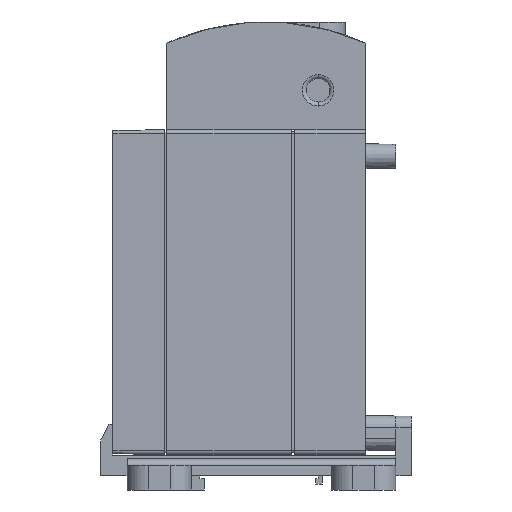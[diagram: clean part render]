
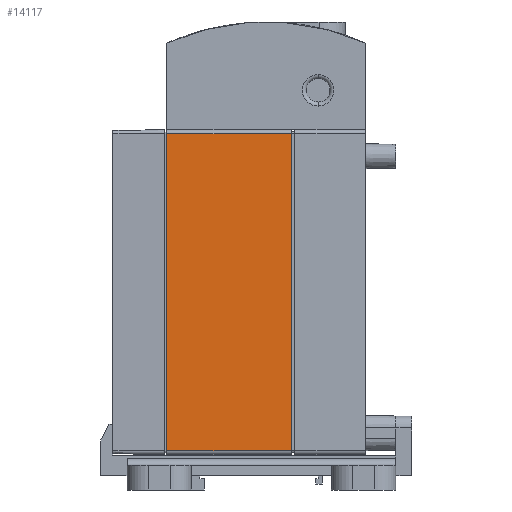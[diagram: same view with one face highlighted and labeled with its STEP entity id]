
A CAD part, left-side view. The second image highlights one B-rep face of the part: STEP entity #14117.
In plain terms, the highlighted planar face has unit normal (-1, 0, 0).
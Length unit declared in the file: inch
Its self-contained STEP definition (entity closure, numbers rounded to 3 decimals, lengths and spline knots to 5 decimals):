
#117 = LINE ( 'NONE', #15201, #14535 ) ;
#334 = DIRECTION ( 'NONE',  ( 0., 0., 1. ) ) ;
#1414 = FACE_OUTER_BOUND ( 'NONE', #3184, .T. ) ;
#1710 = DIRECTION ( 'NONE',  ( 0., -1., 0. ) ) ;
#2688 = DIRECTION ( 'NONE',  ( 0., 0., 1. ) ) ;
#2721 = VECTOR ( 'NONE', #334, 39.37008 ) ;
#3048 = VERTEX_POINT ( 'NONE', #23722 ) ;
#3078 = EDGE_CURVE ( 'NONE', #3048, #9816, #12129, .T. ) ;
#3184 = EDGE_LOOP ( 'NONE', ( #16967, #18356, #6023, #15592 ) ) ;
#3390 = EDGE_CURVE ( 'NONE', #9816, #5334, #8943, .T. ) ;
#4063 = VECTOR ( 'NONE', #2688, 39.37008 ) ;
#4192 = DIRECTION ( 'NONE',  ( 0., -1., 0. ) ) ;
#5334 = VERTEX_POINT ( 'NONE', #14947 ) ;
#6023 = ORIENTED_EDGE ( 'NONE', *, *, #8677, .F. ) ;
#6914 = PLANE ( 'NONE',  #18946 ) ;
#7224 = VECTOR ( 'NONE', #1710, 39.37008 ) ;
#7720 = EDGE_CURVE ( 'NONE', #7952, #5334, #117, .T. ) ;
#7952 = VERTEX_POINT ( 'NONE', #23119 ) ;
#8551 = CARTESIAN_POINT ( 'NONE',  ( -2.475, 0.05, -2.415 ) ) ;
#8677 = EDGE_CURVE ( 'NONE', #3048, #7952, #17984, .T. ) ;
#8943 = LINE ( 'NONE', #13710, #4063 ) ;
#9816 = VERTEX_POINT ( 'NONE', #8551 ) ;
#12129 = LINE ( 'NONE', #23800, #7224 ) ;
#12497 = DIRECTION ( 'NONE',  ( 0., 0., -1. ) ) ;
#13710 = CARTESIAN_POINT ( 'NONE',  ( -2.475, 0.05, -2.415 ) ) ;
#14117 = ADVANCED_FACE ( 'NONE', ( #1414 ), #6914, .F. ) ;
#14252 = CARTESIAN_POINT ( 'NONE',  ( -2.475, 1.95, -2.415 ) ) ;
#14535 = VECTOR ( 'NONE', #4192, 39.37008 ) ;
#14947 = CARTESIAN_POINT ( 'NONE',  ( -2.475, 0.05, 2.415 ) ) ;
#15201 = CARTESIAN_POINT ( 'NONE',  ( -2.475, 1.95, 2.415 ) ) ;
#15592 = ORIENTED_EDGE ( 'NONE', *, *, #3078, .T. ) ;
#16816 = CARTESIAN_POINT ( 'NONE',  ( -2.475, 1.95, -2.415 ) ) ;
#16967 = ORIENTED_EDGE ( 'NONE', *, *, #3390, .T. ) ;
#17984 = LINE ( 'NONE', #16816, #2721 ) ;
#18356 = ORIENTED_EDGE ( 'NONE', *, *, #7720, .F. ) ;
#18946 = AXIS2_PLACEMENT_3D ( 'NONE', #14252, #23524, #12497 ) ;
#23119 = CARTESIAN_POINT ( 'NONE',  ( -2.475, 1.95, 2.415 ) ) ;
#23524 = DIRECTION ( 'NONE',  ( 1., 0., 0. ) ) ;
#23722 = CARTESIAN_POINT ( 'NONE',  ( -2.475, 1.95, -2.415 ) ) ;
#23800 = CARTESIAN_POINT ( 'NONE',  ( -2.475, 1.95, -2.415 ) ) ;
